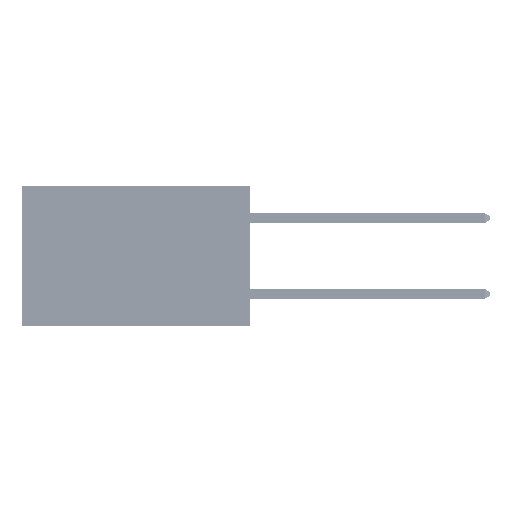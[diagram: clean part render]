
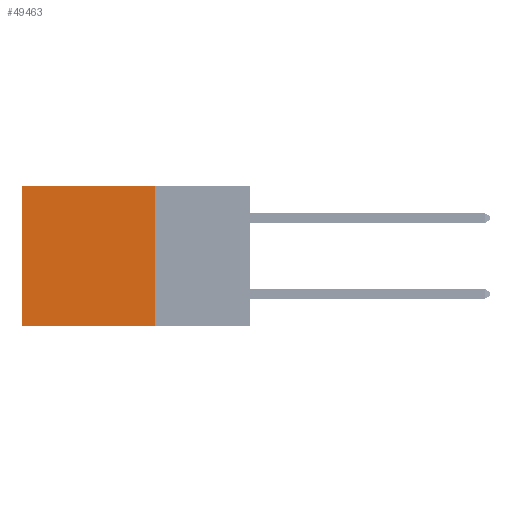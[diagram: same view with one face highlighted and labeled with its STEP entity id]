
A CAD part, left-side view. The second image highlights one B-rep face of the part: STEP entity #49463.
In plain terms, the highlighted planar face has unit normal (-1, 0, 0).
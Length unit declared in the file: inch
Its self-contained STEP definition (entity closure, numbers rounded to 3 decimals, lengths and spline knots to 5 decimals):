
#1379 = EDGE_CURVE ( 'NONE', #38322, #38846, #6571, .T. ) ;
#2644 = LINE ( 'NONE', #21027, #12274 ) ;
#6241 = CARTESIAN_POINT ( 'NONE',  ( 0.2875, 0.6, 0. ) ) ;
#6571 = LINE ( 'NONE', #17870, #44779 ) ;
#7888 = DIRECTION ( 'NONE',  ( 0., 0., -1. ) ) ;
#8820 = ORIENTED_EDGE ( 'NONE', *, *, #1379, .T. ) ;
#8862 = CARTESIAN_POINT ( 'NONE',  ( 0.2875, 0.25, 0. ) ) ;
#12274 = VECTOR ( 'NONE', #29548, 39.37008 ) ;
#13095 = VECTOR ( 'NONE', #28192, 39.37008 ) ;
#17870 = CARTESIAN_POINT ( 'NONE',  ( 0.2875, 0.25, 0. ) ) ;
#19292 = CARTESIAN_POINT ( 'NONE',  ( 0.2875, 0.25, -0.37 ) ) ;
#20595 = EDGE_CURVE ( 'NONE', #38846, #41345, #33639, .T. ) ;
#20653 = EDGE_CURVE ( 'NONE', #28876, #41345, #46188, .T. ) ;
#20998 = ORIENTED_EDGE ( 'NONE', *, *, #20595, .T. ) ;
#21027 = CARTESIAN_POINT ( 'NONE',  ( 0.2875, 0.25, 0. ) ) ;
#21048 = EDGE_CURVE ( 'NONE', #38322, #28876, #2644, .T. ) ;
#22726 = VECTOR ( 'NONE', #26843, 39.37008 ) ;
#26843 = DIRECTION ( 'NONE',  ( 0., 1., 0. ) ) ;
#27969 = FACE_OUTER_BOUND ( 'NONE', #41953, .T. ) ;
#28192 = DIRECTION ( 'NONE',  ( 0., 0., -1. ) ) ;
#28876 = VERTEX_POINT ( 'NONE', #44520 ) ;
#29548 = DIRECTION ( 'NONE',  ( 0., 0., -1. ) ) ;
#29945 = DIRECTION ( 'NONE',  ( 0., 1., 0. ) ) ;
#30834 = ORIENTED_EDGE ( 'NONE', *, *, #21048, .F. ) ;
#33457 = CARTESIAN_POINT ( 'NONE',  ( 0.2875, 0.6, 0. ) ) ;
#33639 = LINE ( 'NONE', #6241, #13095 ) ;
#36529 = ORIENTED_EDGE ( 'NONE', *, *, #20653, .F. ) ;
#38322 = VERTEX_POINT ( 'NONE', #39856 ) ;
#38846 = VERTEX_POINT ( 'NONE', #33457 ) ;
#39299 = AXIS2_PLACEMENT_3D ( 'NONE', #8862, #42328, #7888 ) ;
#39856 = CARTESIAN_POINT ( 'NONE',  ( 0.2875, 0.25, 0. ) ) ;
#41345 = VERTEX_POINT ( 'NONE', #48527 ) ;
#41953 = EDGE_LOOP ( 'NONE', ( #20998, #36529, #30834, #8820 ) ) ;
#42328 = DIRECTION ( 'NONE',  ( 1., 0., 0. ) ) ;
#43302 = PLANE ( 'NONE',  #39299 ) ;
#44520 = CARTESIAN_POINT ( 'NONE',  ( 0.2875, 0.25, -0.37 ) ) ;
#44779 = VECTOR ( 'NONE', #29945, 39.37008 ) ;
#46188 = LINE ( 'NONE', #19292, #22726 ) ;
#48527 = CARTESIAN_POINT ( 'NONE',  ( 0.2875, 0.6, -0.37 ) ) ;
#49463 = ADVANCED_FACE ( 'NONE', ( #27969 ), #43302, .F. ) ;
